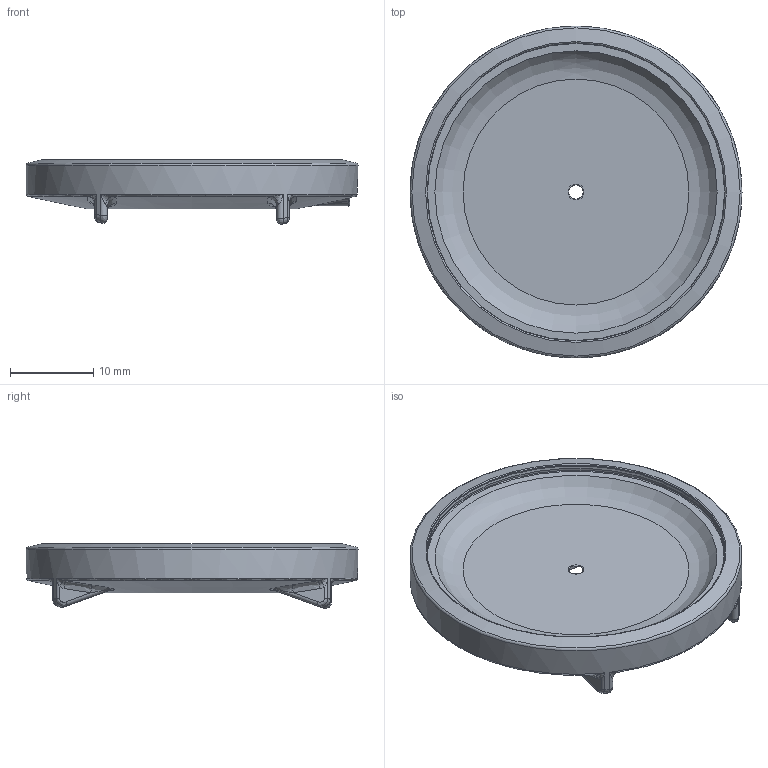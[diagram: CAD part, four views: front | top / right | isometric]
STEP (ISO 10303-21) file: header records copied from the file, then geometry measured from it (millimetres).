
FILE_DESCRIPTION(/* description */ (''),/* implementation_level */ '2;1');
FILE_NAME(/* name */ 'Boîtier - Homme 40 mm - Usinage v5.step',/* time_stamp */ '2019-11-27T12:14:57+01:00',/* author */ (''),/* organization */ (''),/* preprocessor_version */ 'ST-DEVELOPER v18',/* originating_system */ 'Autodesk Translation Framework v8.12.0.6',/* authorisation */ '');
FILE_SCHEMA (('AUTOMOTIVE_DESIGN { 1 0 10303 214 3 1 1 }'));
Length unit declared in the file: millimetre
Products named in the file (1): Boîtier - Homme 40 mm - Usinage
Bounding box: 40 x 40 x 7.78 mm (x, y, z)
Volume: 3329.6 mm3; surface area: 3578.5 mm2
Topology: 1 solids, 1 shells, 155 faces, 388 edges, 234 vertices
Faces by surface type: bspline 70, cylinder 39, plane 27, torus 16, cone 3
Full cylindrical faces by diameter (mm): 0.7 x2, 1 x4, 2 x1, 21.529 x1, 22.096 x2, 36 x2, 40 x1
Entity records: 7804 total; most frequent: CARTESIAN_POINT 4518, ORIENTED_EDGE 760, DIRECTION 539, EDGE_CURVE 380, AXIS2_PLACEMENT_3D 242, VERTEX_POINT 234, B_SPLINE_CURVE_WITH_KNOTS 167, EDGE_LOOP 166
